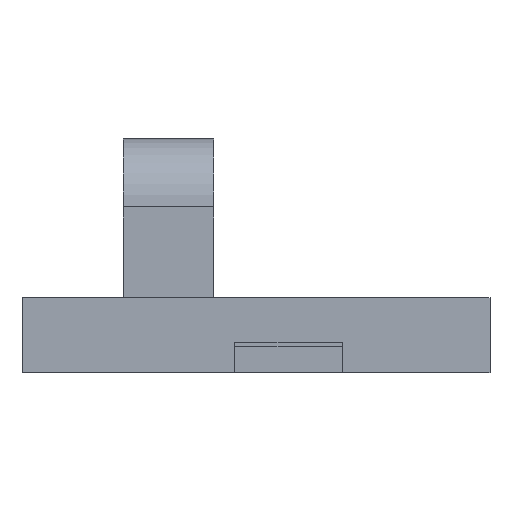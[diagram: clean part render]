
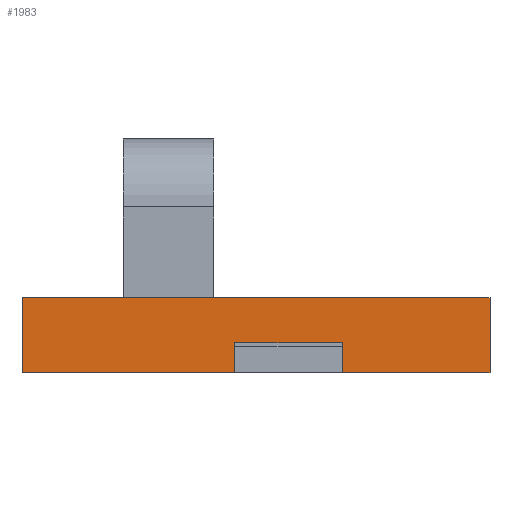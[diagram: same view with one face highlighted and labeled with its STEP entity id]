
A CAD part, front view. The second image highlights one B-rep face of the part: STEP entity #1983.
In plain terms, the highlighted planar face has unit normal (0, -1, 0).
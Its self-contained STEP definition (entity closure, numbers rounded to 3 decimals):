
#119 = PLANE('',#120);
#120 = AXIS2_PLACEMENT_3D('',#121,#122,#123);
#121 = CARTESIAN_POINT('',(-13.,20.2,0.));
#122 = DIRECTION('',(0.,-0.,1.));
#123 = DIRECTION('',(0.,1.,0.));
#1142 = VERTEX_POINT('',#1143);
#1143 = CARTESIAN_POINT('',(-19.7,9.,0.));
#1157 = PLANE('',#1158);
#1158 = AXIS2_PLACEMENT_3D('',#1159,#1160,#1161);
#1159 = CARTESIAN_POINT('',(-19.7,48.,0.));
#1160 = DIRECTION('',(1.,0.,-0.));
#1161 = DIRECTION('',(0.,-1.,0.));
#1169 = EDGE_CURVE('',#1142,#1170,#1172,.T.);
#1170 = VERTEX_POINT('',#1171);
#1171 = CARTESIAN_POINT('',(-5.61,9.,0.));
#1172 = SURFACE_CURVE('',#1173,(#1177,#1184),.PCURVE_S1.);
#1173 = LINE('',#1174,#1175);
#1174 = CARTESIAN_POINT('',(-38.7,9.,0.));
#1175 = VECTOR('',#1176,1.);
#1176 = DIRECTION('',(1.,0.,0.));
#1177 = PCURVE('',#119,#1178);
#1178 = DEFINITIONAL_REPRESENTATION('',(#1179),#1183);
#1179 = LINE('',#1180,#1181);
#1180 = CARTESIAN_POINT('',(-11.2,25.7));
#1181 = VECTOR('',#1182,1.);
#1182 = DIRECTION('',(0.,-1.));
#1183 = ( GEOMETRIC_REPRESENTATION_CONTEXT(2) 
PARAMETRIC_REPRESENTATION_CONTEXT() REPRESENTATION_CONTEXT('2D SPACE',''
  ) );
#1184 = PCURVE('',#1185,#1190);
#1185 = PLANE('',#1186);
#1186 = AXIS2_PLACEMENT_3D('',#1187,#1188,#1189);
#1187 = CARTESIAN_POINT('',(-19.7,9.,0.));
#1188 = DIRECTION('',(0.,1.,0.));
#1189 = DIRECTION('',(1.,0.,0.));
#1190 = DEFINITIONAL_REPRESENTATION('',(#1191),#1195);
#1191 = LINE('',#1192,#1193);
#1192 = CARTESIAN_POINT('',(-19.,0.));
#1193 = VECTOR('',#1194,1.);
#1194 = DIRECTION('',(1.,0.));
#1195 = ( GEOMETRIC_REPRESENTATION_CONTEXT(2) 
PARAMETRIC_REPRESENTATION_CONTEXT() REPRESENTATION_CONTEXT('2D SPACE',''
  ) );
#1213 = PLANE('',#1214);
#1214 = AXIS2_PLACEMENT_3D('',#1215,#1216,#1217);
#1215 = CARTESIAN_POINT('',(-5.61,8.475,0.));
#1216 = DIRECTION('',(-1.,0.,0.));
#1217 = DIRECTION('',(0.,1.,0.));
#1366 = VERTEX_POINT('',#1367);
#1367 = CARTESIAN_POINT('',(1.525,9.,0.));
#1381 = PLANE('',#1382);
#1382 = AXIS2_PLACEMENT_3D('',#1383,#1384,#1385);
#1383 = CARTESIAN_POINT('',(1.525,8.475,0.));
#1384 = DIRECTION('',(-1.,0.,0.));
#1385 = DIRECTION('',(0.,1.,0.));
#1393 = EDGE_CURVE('',#1366,#1394,#1396,.T.);
#1394 = VERTEX_POINT('',#1395);
#1395 = CARTESIAN_POINT('',(11.3,9.,0.));
#1396 = SURFACE_CURVE('',#1397,(#1401,#1408),.PCURVE_S1.);
#1397 = LINE('',#1398,#1399);
#1398 = CARTESIAN_POINT('',(-38.7,9.,0.));
#1399 = VECTOR('',#1400,1.);
#1400 = DIRECTION('',(1.,0.,0.));
#1401 = PCURVE('',#119,#1402);
#1402 = DEFINITIONAL_REPRESENTATION('',(#1403),#1407);
#1403 = LINE('',#1404,#1405);
#1404 = CARTESIAN_POINT('',(-11.2,25.7));
#1405 = VECTOR('',#1406,1.);
#1406 = DIRECTION('',(0.,-1.));
#1407 = ( GEOMETRIC_REPRESENTATION_CONTEXT(2) 
PARAMETRIC_REPRESENTATION_CONTEXT() REPRESENTATION_CONTEXT('2D SPACE',''
  ) );
#1408 = PCURVE('',#1185,#1409);
#1409 = DEFINITIONAL_REPRESENTATION('',(#1410),#1414);
#1410 = LINE('',#1411,#1412);
#1411 = CARTESIAN_POINT('',(-19.,0.));
#1412 = VECTOR('',#1413,1.);
#1413 = DIRECTION('',(1.,0.));
#1414 = ( GEOMETRIC_REPRESENTATION_CONTEXT(2) 
PARAMETRIC_REPRESENTATION_CONTEXT() REPRESENTATION_CONTEXT('2D SPACE',''
  ) );
#1432 = PLANE('',#1433);
#1433 = AXIS2_PLACEMENT_3D('',#1434,#1435,#1436);
#1434 = CARTESIAN_POINT('',(11.3,9.,0.));
#1435 = DIRECTION('',(-1.,0.,0.));
#1436 = DIRECTION('',(0.,1.,0.));
#1887 = EDGE_CURVE('',#1394,#1888,#1890,.T.);
#1888 = VERTEX_POINT('',#1889);
#1889 = CARTESIAN_POINT('',(11.3,9.,5.));
#1890 = SURFACE_CURVE('',#1891,(#1895,#1902),.PCURVE_S1.);
#1891 = LINE('',#1892,#1893);
#1892 = CARTESIAN_POINT('',(11.3,9.,0.));
#1893 = VECTOR('',#1894,1.);
#1894 = DIRECTION('',(0.,0.,1.));
#1895 = PCURVE('',#1432,#1896);
#1896 = DEFINITIONAL_REPRESENTATION('',(#1897),#1901);
#1897 = LINE('',#1898,#1899);
#1898 = CARTESIAN_POINT('',(0.,0.));
#1899 = VECTOR('',#1900,1.);
#1900 = DIRECTION('',(0.,-1.));
#1901 = ( GEOMETRIC_REPRESENTATION_CONTEXT(2) 
PARAMETRIC_REPRESENTATION_CONTEXT() REPRESENTATION_CONTEXT('2D SPACE',''
  ) );
#1902 = PCURVE('',#1185,#1903);
#1903 = DEFINITIONAL_REPRESENTATION('',(#1904),#1908);
#1904 = LINE('',#1905,#1906);
#1905 = CARTESIAN_POINT('',(31.,0.));
#1906 = VECTOR('',#1907,1.);
#1907 = DIRECTION('',(0.,-1.));
#1908 = ( GEOMETRIC_REPRESENTATION_CONTEXT(2) 
PARAMETRIC_REPRESENTATION_CONTEXT() REPRESENTATION_CONTEXT('2D SPACE',''
  ) );
#1926 = PLANE('',#1927);
#1927 = AXIS2_PLACEMENT_3D('',#1928,#1929,#1930);
#1928 = CARTESIAN_POINT('',(28.166,14.622,5.));
#1929 = DIRECTION('',(0.,0.,1.));
#1930 = DIRECTION('',(1.,0.,0.));
#1983 = ADVANCED_FACE('',(#1984),#1185,.F.);
#1984 = FACE_BOUND('',#1985,.F.);
#1985 = EDGE_LOOP('',(#1986,#1987,#2010,#2031,#2032,#2033,#2054,#2080));
#1986 = ORIENTED_EDGE('',*,*,#1169,.F.);
#1987 = ORIENTED_EDGE('',*,*,#1988,.T.);
#1988 = EDGE_CURVE('',#1142,#1989,#1991,.T.);
#1989 = VERTEX_POINT('',#1990);
#1990 = CARTESIAN_POINT('',(-19.7,9.,5.));
#1991 = SURFACE_CURVE('',#1992,(#1996,#2003),.PCURVE_S1.);
#1992 = LINE('',#1993,#1994);
#1993 = CARTESIAN_POINT('',(-19.7,9.,0.));
#1994 = VECTOR('',#1995,1.);
#1995 = DIRECTION('',(0.,0.,1.));
#1996 = PCURVE('',#1185,#1997);
#1997 = DEFINITIONAL_REPRESENTATION('',(#1998),#2002);
#1998 = LINE('',#1999,#2000);
#1999 = CARTESIAN_POINT('',(0.,0.));
#2000 = VECTOR('',#2001,1.);
#2001 = DIRECTION('',(0.,-1.));
#2002 = ( GEOMETRIC_REPRESENTATION_CONTEXT(2) 
PARAMETRIC_REPRESENTATION_CONTEXT() REPRESENTATION_CONTEXT('2D SPACE',''
  ) );
#2003 = PCURVE('',#1157,#2004);
#2004 = DEFINITIONAL_REPRESENTATION('',(#2005),#2009);
#2005 = LINE('',#2006,#2007);
#2006 = CARTESIAN_POINT('',(39.,0.));
#2007 = VECTOR('',#2008,1.);
#2008 = DIRECTION('',(0.,-1.));
#2009 = ( GEOMETRIC_REPRESENTATION_CONTEXT(2) 
PARAMETRIC_REPRESENTATION_CONTEXT() REPRESENTATION_CONTEXT('2D SPACE',''
  ) );
#2010 = ORIENTED_EDGE('',*,*,#2011,.T.);
#2011 = EDGE_CURVE('',#1989,#1888,#2012,.T.);
#2012 = SURFACE_CURVE('',#2013,(#2017,#2024),.PCURVE_S1.);
#2013 = LINE('',#2014,#2015);
#2014 = CARTESIAN_POINT('',(-38.7,9.,5.));
#2015 = VECTOR('',#2016,1.);
#2016 = DIRECTION('',(1.,0.,0.));
#2017 = PCURVE('',#1185,#2018);
#2018 = DEFINITIONAL_REPRESENTATION('',(#2019),#2023);
#2019 = LINE('',#2020,#2021);
#2020 = CARTESIAN_POINT('',(-19.,-5.));
#2021 = VECTOR('',#2022,1.);
#2022 = DIRECTION('',(1.,0.));
#2023 = ( GEOMETRIC_REPRESENTATION_CONTEXT(2) 
PARAMETRIC_REPRESENTATION_CONTEXT() REPRESENTATION_CONTEXT('2D SPACE',''
  ) );
#2024 = PCURVE('',#1926,#2025);
#2025 = DEFINITIONAL_REPRESENTATION('',(#2026),#2030);
#2026 = LINE('',#2027,#2028);
#2027 = CARTESIAN_POINT('',(-66.866,-5.622));
#2028 = VECTOR('',#2029,1.);
#2029 = DIRECTION('',(1.,0.));
#2030 = ( GEOMETRIC_REPRESENTATION_CONTEXT(2) 
PARAMETRIC_REPRESENTATION_CONTEXT() REPRESENTATION_CONTEXT('2D SPACE',''
  ) );
#2031 = ORIENTED_EDGE('',*,*,#1887,.F.);
#2032 = ORIENTED_EDGE('',*,*,#1393,.F.);
#2033 = ORIENTED_EDGE('',*,*,#2034,.T.);
#2034 = EDGE_CURVE('',#1366,#2035,#2037,.T.);
#2035 = VERTEX_POINT('',#2036);
#2036 = CARTESIAN_POINT('',(1.525,9.,2.));
#2037 = SURFACE_CURVE('',#2038,(#2042,#2048),.PCURVE_S1.);
#2038 = LINE('',#2039,#2040);
#2039 = CARTESIAN_POINT('',(1.525,9.,0.));
#2040 = VECTOR('',#2041,1.);
#2041 = DIRECTION('',(0.,-0.,1.));
#2042 = PCURVE('',#1185,#2043);
#2043 = DEFINITIONAL_REPRESENTATION('',(#2044),#2047);
#2044 = B_SPLINE_CURVE_WITH_KNOTS('',1,(#2045,#2046),.UNSPECIFIED.,.F.,
  .F.,(2,2),(0.,2.),.PIECEWISE_BEZIER_KNOTS.);
#2045 = CARTESIAN_POINT('',(21.225,0.));
#2046 = CARTESIAN_POINT('',(21.225,-2.));
#2047 = ( GEOMETRIC_REPRESENTATION_CONTEXT(2) 
PARAMETRIC_REPRESENTATION_CONTEXT() REPRESENTATION_CONTEXT('2D SPACE',''
  ) );
#2048 = PCURVE('',#1381,#2049);
#2049 = DEFINITIONAL_REPRESENTATION('',(#2050),#2053);
#2050 = B_SPLINE_CURVE_WITH_KNOTS('',1,(#2051,#2052),.UNSPECIFIED.,.F.,
  .F.,(2,2),(0.,2.),.PIECEWISE_BEZIER_KNOTS.);
#2051 = CARTESIAN_POINT('',(0.525,0.));
#2052 = CARTESIAN_POINT('',(0.525,-2.));
#2053 = ( GEOMETRIC_REPRESENTATION_CONTEXT(2) 
PARAMETRIC_REPRESENTATION_CONTEXT() REPRESENTATION_CONTEXT('2D SPACE',''
  ) );
#2054 = ORIENTED_EDGE('',*,*,#2055,.F.);
#2055 = EDGE_CURVE('',#2056,#2035,#2058,.T.);
#2056 = VERTEX_POINT('',#2057);
#2057 = CARTESIAN_POINT('',(-5.61,9.,2.));
#2058 = SURFACE_CURVE('',#2059,(#2063,#2069),.PCURVE_S1.);
#2059 = LINE('',#2060,#2061);
#2060 = CARTESIAN_POINT('',(-10.871,9.,2.));
#2061 = VECTOR('',#2062,1.);
#2062 = DIRECTION('',(1.,0.,0.));
#2063 = PCURVE('',#1185,#2064);
#2064 = DEFINITIONAL_REPRESENTATION('',(#2065),#2068);
#2065 = B_SPLINE_CURVE_WITH_KNOTS('',1,(#2066,#2067),.UNSPECIFIED.,.F.,
  .F.,(2,2),(5.261,12.396),.PIECEWISE_BEZIER_KNOTS.);
#2066 = CARTESIAN_POINT('',(14.09,-2.));
#2067 = CARTESIAN_POINT('',(21.225,-2.));
#2068 = ( GEOMETRIC_REPRESENTATION_CONTEXT(2) 
PARAMETRIC_REPRESENTATION_CONTEXT() REPRESENTATION_CONTEXT('2D SPACE',''
  ) );
#2069 = PCURVE('',#2070,#2075);
#2070 = PLANE('',#2071);
#2071 = AXIS2_PLACEMENT_3D('',#2072,#2073,#2074);
#2072 = CARTESIAN_POINT('',(-2.043,10.8,2.));
#2073 = DIRECTION('',(0.,0.,1.));
#2074 = DIRECTION('',(1.,0.,0.));
#2075 = DEFINITIONAL_REPRESENTATION('',(#2076),#2079);
#2076 = B_SPLINE_CURVE_WITH_KNOTS('',1,(#2077,#2078),.UNSPECIFIED.,.F.,
  .F.,(2,2),(5.261,12.396),.PIECEWISE_BEZIER_KNOTS.);
#2077 = CARTESIAN_POINT('',(-3.568,-1.8));
#2078 = CARTESIAN_POINT('',(3.568,-1.8));
#2079 = ( GEOMETRIC_REPRESENTATION_CONTEXT(2) 
PARAMETRIC_REPRESENTATION_CONTEXT() REPRESENTATION_CONTEXT('2D SPACE',''
  ) );
#2080 = ORIENTED_EDGE('',*,*,#2081,.F.);
#2081 = EDGE_CURVE('',#1170,#2056,#2082,.T.);
#2082 = SURFACE_CURVE('',#2083,(#2087,#2093),.PCURVE_S1.);
#2083 = LINE('',#2084,#2085);
#2084 = CARTESIAN_POINT('',(-5.61,9.,0.));
#2085 = VECTOR('',#2086,1.);
#2086 = DIRECTION('',(0.,-0.,1.));
#2087 = PCURVE('',#1185,#2088);
#2088 = DEFINITIONAL_REPRESENTATION('',(#2089),#2092);
#2089 = B_SPLINE_CURVE_WITH_KNOTS('',1,(#2090,#2091),.UNSPECIFIED.,.F.,
  .F.,(2,2),(0.,2.),.PIECEWISE_BEZIER_KNOTS.);
#2090 = CARTESIAN_POINT('',(14.09,0.));
#2091 = CARTESIAN_POINT('',(14.09,-2.));
#2092 = ( GEOMETRIC_REPRESENTATION_CONTEXT(2) 
PARAMETRIC_REPRESENTATION_CONTEXT() REPRESENTATION_CONTEXT('2D SPACE',''
  ) );
#2093 = PCURVE('',#1213,#2094);
#2094 = DEFINITIONAL_REPRESENTATION('',(#2095),#2098);
#2095 = B_SPLINE_CURVE_WITH_KNOTS('',1,(#2096,#2097),.UNSPECIFIED.,.F.,
  .F.,(2,2),(0.,2.),.PIECEWISE_BEZIER_KNOTS.);
#2096 = CARTESIAN_POINT('',(0.525,0.));
#2097 = CARTESIAN_POINT('',(0.525,-2.));
#2098 = ( GEOMETRIC_REPRESENTATION_CONTEXT(2) 
PARAMETRIC_REPRESENTATION_CONTEXT() REPRESENTATION_CONTEXT('2D SPACE',''
  ) );
